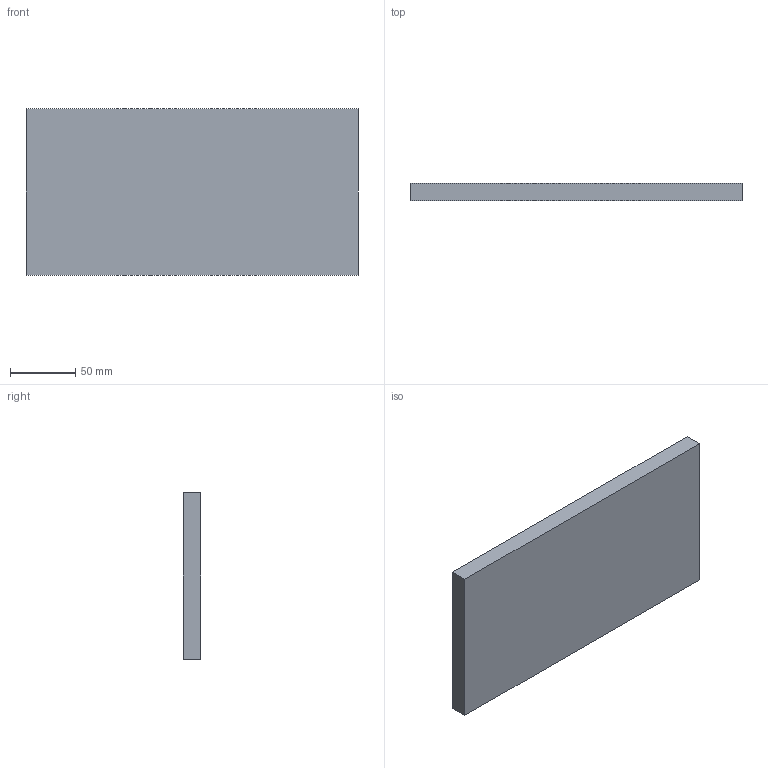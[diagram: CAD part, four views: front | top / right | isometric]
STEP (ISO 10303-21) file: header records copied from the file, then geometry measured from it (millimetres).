
FILE_DESCRIPTION(/* description */ (''),/* implementation_level */ '2;1');
FILE_NAME(/* name */ '2278 RGB Matrix 4mm.step',/* time_stamp */ '2020-09-21T15:11:16-04:00',/* author */ (''),/* organization */ (''),/* preprocessor_version */ 'ST-DEVELOPER v18.1',/* originating_system */ 'Autodesk Translation Framework v9.3.0.1241',/* authorisation */ '');
FILE_SCHEMA (('AUTOMOTIVE_DESIGN { 1 0 10303 214 3 1 1 }'));
Length unit declared in the file: millimetre
Products named in the file (1): RGB matrix 4mm ADABOX
Bounding box: 255 x 13.5 x 128 mm (x, y, z)
Volume: 208520.5 mm3; surface area: 84929 mm2
Topology: 1 solids, 1 shells, 48 faces, 114 edges, 76 vertices
Faces by surface type: plane 26, cylinder 22
Full cylindrical faces by diameter (mm): 4 x6
Entity records: 1442 total; most frequent: DIRECTION 256, CARTESIAN_POINT 239, ORIENTED_EDGE 228, EDGE_CURVE 114, AXIS2_PLACEMENT_3D 93, VERTEX_POINT 76, LINE 70, VECTOR 70
